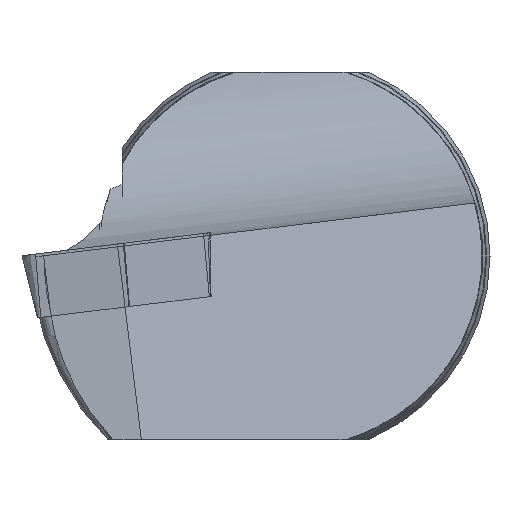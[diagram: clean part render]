
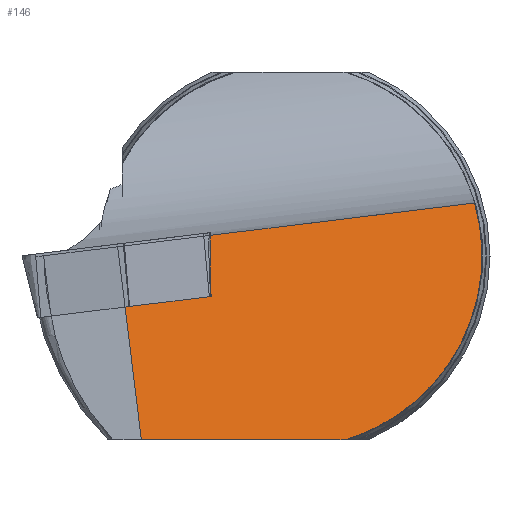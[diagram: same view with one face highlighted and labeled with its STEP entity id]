
A CAD part, left-side view. The second image highlights one B-rep face of the part: STEP entity #146.
In plain terms, the highlighted planar face has unit normal (-0.906, -0.419, 0.051).
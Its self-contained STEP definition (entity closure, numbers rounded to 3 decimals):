
#99=PLANE('',#1099);
#146=ADVANCED_FACE('',(#215),#99,.F.);
#215=FACE_OUTER_BOUND('',#266,.T.);
#266=EDGE_LOOP('',(#625,#626,#627,#628));
#340=LINE('',#1576,#382);
#352=LINE('',#1820,#394);
#353=LINE('',#1823,#395);
#382=VECTOR('',#1150,1.);
#394=VECTOR('',#1286,1.);
#395=VECTOR('',#1291,1.);
#410=ELLIPSE('',#1071,13.241,12.);
#625=ORIENTED_EDGE('',*,*,#927,.F.);
#626=ORIENTED_EDGE('',*,*,#863,.T.);
#627=ORIENTED_EDGE('',*,*,#899,.F.);
#628=ORIENTED_EDGE('',*,*,#926,.F.);
#740=VERTEX_POINT('',#1443);
#760=VERTEX_POINT('',#1575);
#777=VERTEX_POINT('',#1709);
#788=VERTEX_POINT('',#1819);
#863=EDGE_CURVE('',#740,#760,#340,.T.);
#899=EDGE_CURVE('',#777,#760,#410,.T.);
#926=EDGE_CURVE('',#788,#777,#352,.T.);
#927=EDGE_CURVE('',#740,#788,#353,.T.);
#1071=AXIS2_PLACEMENT_3D('',#1708,#1229,#1230);
#1099=AXIS2_PLACEMENT_3D('',#1824,#1292,#1293);
#1150=DIRECTION('',(0.42,-0.908,0.));
#1229=DIRECTION('',(0.906,0.419,-0.052));
#1230=DIRECTION('',(-0.423,0.9,-0.11));
#1286=DIRECTION('',(0.423,-0.9,0.11));
#1291=DIRECTION('',(0.,0.122,0.993));
#1292=DIRECTION('',(0.906,0.419,-0.052));
#1293=DIRECTION('',(0.42,-0.908,0.));
#1443=CARTESIAN_POINT('',(1.195,-7.53,-11.507));
#1575=CARTESIAN_POINT('',(7.094,-20.276,-11.507));
#1576=CARTESIAN_POINT('',(4.674,-15.048,-11.507));
#1708=CARTESIAN_POINT('',(6.161,-16.848,-0.007));
#1709=CARTESIAN_POINT('',(11.687,-28.38,3.313));
#1819=CARTESIAN_POINT('',(1.195,-6.047,0.571));
#1820=CARTESIAN_POINT('',(1.195,-6.047,0.571));
#1823=CARTESIAN_POINT('',(1.195,-9.996,-31.587));
#1824=CARTESIAN_POINT('',(1.195,-9.996,-31.587));
